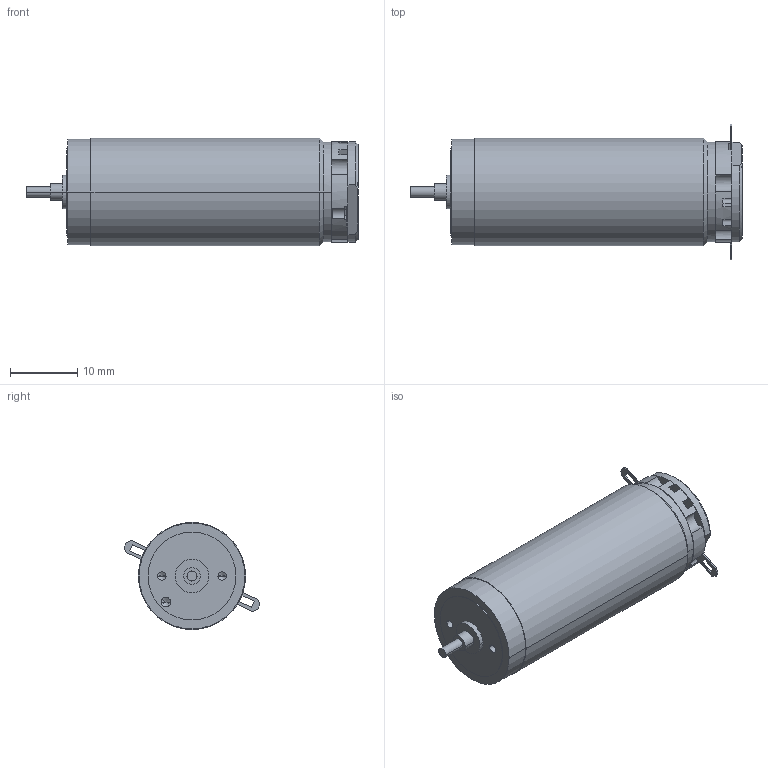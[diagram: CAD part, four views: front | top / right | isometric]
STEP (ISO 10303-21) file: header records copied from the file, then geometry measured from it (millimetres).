
FILE_DESCRIPTION((''),'2;1');
FILE_NAME('118710','2016-10-10T',('mmagvisi'),(''),'CREO PARAMETRIC BY PTC INC, 2016050','CREO PARAMETRIC BY PTC INC, 2016050','');
FILE_SCHEMA(('CONFIG_CONTROL_DESIGN'));
Length unit declared in the file: millimetre
Products named in the file (1): 118710
Bounding box: 49.55 x 20.28 x 16 mm (x, y, z)
Volume: 8423.7 mm3; surface area: 3183.4 mm2
Topology: 3 solids, 3 shells, 256 faces, 650 edges, 415 vertices
Faces by surface type: plane 154, cylinder 92, cone 10
Entity records: 9771 total; most frequent: DIRECTION 1391, CARTESIAN_POINT 1331, ORIENTED_EDGE 1288, PRESENTATION_STYLE_ASSIGNMENT 647, STYLED_ITEM 647, CURVE_STYLE 644, EDGE_CURVE 644, AXIS2_PLACEMENT_3D 495
